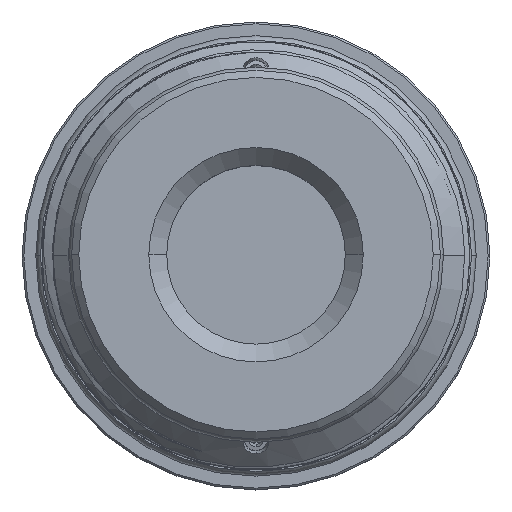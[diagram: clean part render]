
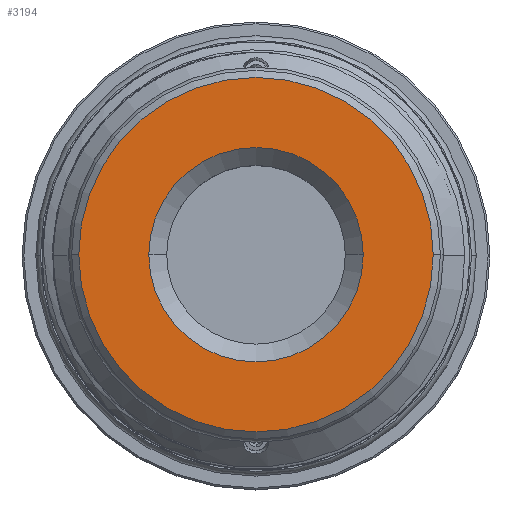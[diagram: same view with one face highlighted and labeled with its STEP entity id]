
A CAD part, top view. The second image highlights one B-rep face of the part: STEP entity #3194.
In plain terms, the highlighted planar face has unit normal (0, 0, 1).
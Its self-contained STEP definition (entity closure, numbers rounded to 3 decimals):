
#151 = AXIS2_PLACEMENT_3D ( 'NONE', #2921, #9074, #10379 ) ;
#391 = ORIENTED_EDGE ( 'NONE', *, *, #15622, .T. ) ;
#589 = EDGE_LOOP ( 'NONE', ( #1959, #12964 ) ) ;
#1222 = CIRCLE ( 'NONE', #9790, 12. ) ;
#1657 = VERTEX_POINT ( 'NONE', #2069 ) ;
#1709 = CARTESIAN_POINT ( 'NONE',  ( 0., 0., 85.95 ) ) ;
#1850 = CARTESIAN_POINT ( 'NONE',  ( -12., 0., 85.95 ) ) ;
#1959 = ORIENTED_EDGE ( 'NONE', *, *, #6556, .T. ) ;
#2045 = FACE_BOUND ( 'NONE', #4019, .T. ) ;
#2069 = CARTESIAN_POINT ( 'NONE',  ( 19.84, 0., 85.95 ) ) ;
#2325 = DIRECTION ( 'NONE',  ( 1., 0., 0. ) ) ;
#2921 = CARTESIAN_POINT ( 'NONE',  ( 0., 0., 85.95 ) ) ;
#2952 = DIRECTION ( 'NONE',  ( 0., 0., -1. ) ) ;
#2962 = DIRECTION ( 'NONE',  ( 1., 0., 0. ) ) ;
#3194 = ADVANCED_FACE ( 'NONE', ( #2045, #14961 ), #12907, .T. ) ;
#3834 = CIRCLE ( 'NONE', #8890, 19.84 ) ;
#4019 = EDGE_LOOP ( 'NONE', ( #11497, #391 ) ) ;
#4234 = DIRECTION ( 'NONE',  ( 0., 0., 1. ) ) ;
#4848 = CARTESIAN_POINT ( 'NONE',  ( 12., 0., 85.95 ) ) ;
#5893 = DIRECTION ( 'NONE',  ( 0., 0., 1. ) ) ;
#6527 = CIRCLE ( 'NONE', #14966, 12. ) ;
#6556 = EDGE_CURVE ( 'NONE', #14538, #1657, #3834, .T. ) ;
#7957 = DIRECTION ( 'NONE',  ( 1., 0., 0. ) ) ;
#8004 = VERTEX_POINT ( 'NONE', #4848 ) ;
#8466 = DIRECTION ( 'NONE',  ( 1., 0., 0. ) ) ;
#8566 = CARTESIAN_POINT ( 'NONE',  ( 0., 0., 85.95 ) ) ;
#8697 = EDGE_CURVE ( 'NONE', #8004, #10563, #1222, .T. ) ;
#8890 = AXIS2_PLACEMENT_3D ( 'NONE', #14756, #5893, #2325 ) ;
#9074 = DIRECTION ( 'NONE',  ( 0., 0., 1. ) ) ;
#9790 = AXIS2_PLACEMENT_3D ( 'NONE', #1709, #2952, #2962 ) ;
#10379 = DIRECTION ( 'NONE',  ( 1., 0., 0. ) ) ;
#10563 = VERTEX_POINT ( 'NONE', #1850 ) ;
#11497 = ORIENTED_EDGE ( 'NONE', *, *, #8697, .T. ) ;
#11590 = CARTESIAN_POINT ( 'NONE',  ( 20.64, 0., 85.95 ) ) ;
#11966 = CARTESIAN_POINT ( 'NONE',  ( -19.84, 0., 85.95 ) ) ;
#12907 = PLANE ( 'NONE',  #15780 ) ;
#12964 = ORIENTED_EDGE ( 'NONE', *, *, #14397, .T. ) ;
#13698 = DIRECTION ( 'NONE',  ( 0., 0., -1. ) ) ;
#14397 = EDGE_CURVE ( 'NONE', #1657, #14538, #14455, .T. ) ;
#14455 = CIRCLE ( 'NONE', #151, 19.84 ) ;
#14538 = VERTEX_POINT ( 'NONE', #11966 ) ;
#14756 = CARTESIAN_POINT ( 'NONE',  ( 0., 0., 85.95 ) ) ;
#14961 = FACE_OUTER_BOUND ( 'NONE', #589, .T. ) ;
#14966 = AXIS2_PLACEMENT_3D ( 'NONE', #8566, #13698, #8466 ) ;
#15622 = EDGE_CURVE ( 'NONE', #10563, #8004, #6527, .T. ) ;
#15780 = AXIS2_PLACEMENT_3D ( 'NONE', #11590, #4234, #7957 ) ;
